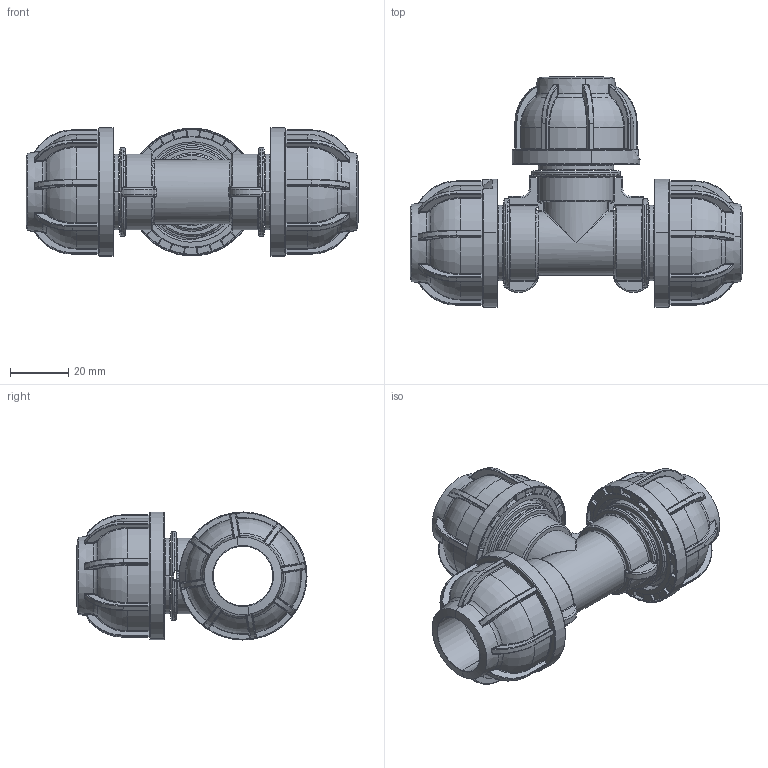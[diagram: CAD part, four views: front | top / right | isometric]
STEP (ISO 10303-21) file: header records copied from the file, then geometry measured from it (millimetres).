
FILE_DESCRIPTION (( 'STEP AP203' ), '1' );
FILE_NAME ('R214.020.000.step', '2013-11-19T09:22:21', ( 'Alusic' ), ( 'Alusic' ), 'SwSTEP 2.0', 'SolidWorks 2011', '' );
FILE_SCHEMA (( 'CONFIG_CONTROL_DESIGN' ));
Length unit declared in the file: millimetre
Products named in the file (1): R214.020.000
Bounding box: 114.1 x 79.05 x 44 mm (x, y, z)
Surface area: 36040.2 mm2 (no closed solid volume)
Topology: 0 solids, 16 shells, 1790 faces, 5341 edges, 3242 vertices
Faces by surface type: torus 529, cylinder 450, bspline 398, plane 281, cone 94, sphere 38
Entity records: 74800 total; most frequent: CARTESIAN_POINT 31438, DIRECTION 9119, ORIENTED_EDGE 8563, EDGE_CURVE 5319, AXIS2_PLACEMENT_3D 4076, VERTEX_POINT 3238, CIRCLE 2683, EDGE_LOOP 1802
